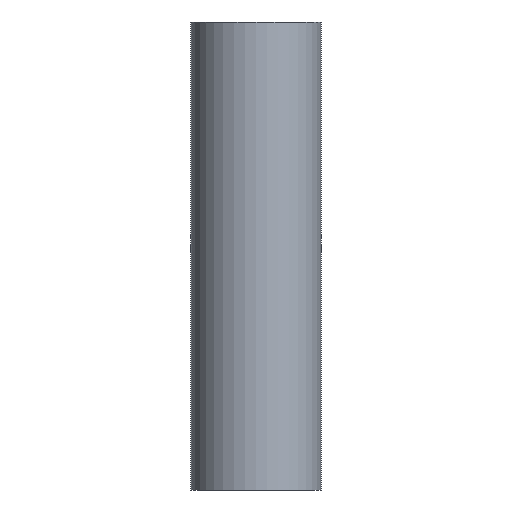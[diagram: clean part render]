
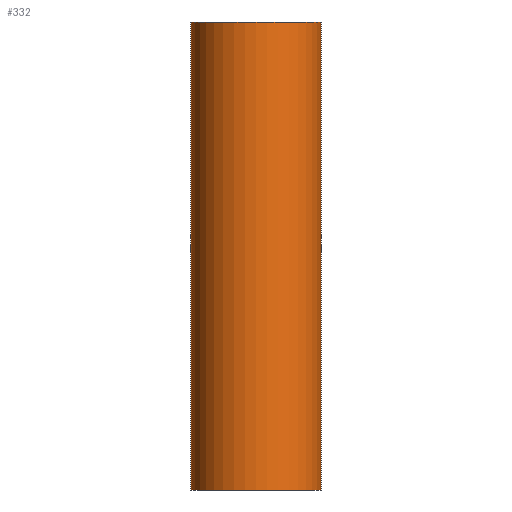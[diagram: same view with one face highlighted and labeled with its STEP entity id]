
A CAD part, front view. The second image highlights one B-rep face of the part: STEP entity #332.
In plain terms, the highlighted cylindrical face has radius 19.5 mm (diameter 39 mm), a partial arc.
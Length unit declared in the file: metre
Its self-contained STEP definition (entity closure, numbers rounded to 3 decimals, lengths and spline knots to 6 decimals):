
#3 = CYLINDRICAL_SURFACE ( 'NONE', #242, 0.0195 ) ;
#8 = VERTEX_POINT ( 'NONE', #327 ) ;
#20 = CIRCLE ( 'NONE', #293, 0.0195 ) ;
#24 = DIRECTION ( 'NONE',  ( 0., 0., -1. ) ) ;
#25 = FACE_OUTER_BOUND ( 'NONE', #125, .T. ) ;
#55 = VECTOR ( 'NONE', #162, 1. ) ;
#58 = DIRECTION ( 'NONE',  ( -1., 0., 0. ) ) ;
#60 = CARTESIAN_POINT ( 'NONE',  ( -0.0195, 0., 0.14 ) ) ;
#72 = ORIENTED_EDGE ( 'NONE', *, *, #237, .F. ) ;
#74 = CARTESIAN_POINT ( 'NONE',  ( 0.0195, 0., 0. ) ) ;
#78 = DIRECTION ( 'NONE',  ( 0., 0., 1. ) ) ;
#115 = DIRECTION ( 'NONE',  ( 1., 0., 0. ) ) ;
#117 = CARTESIAN_POINT ( 'NONE',  ( 0.0195, 0., 0.14 ) ) ;
#125 = EDGE_LOOP ( 'NONE', ( #72, #276, #288, #210 ) ) ;
#143 = EDGE_CURVE ( 'NONE', #350, #368, #20, .T. ) ;
#146 = LINE ( 'NONE', #195, #181 ) ;
#162 = DIRECTION ( 'NONE',  ( 0., 0., -1. ) ) ;
#165 = DIRECTION ( 'NONE',  ( 1., 0., 0. ) ) ;
#171 = DIRECTION ( 'NONE',  ( 0., 0., -1. ) ) ;
#181 = VECTOR ( 'NONE', #24, 1. ) ;
#191 = DIRECTION ( 'NONE',  ( 0., 0., 1. ) ) ;
#195 = CARTESIAN_POINT ( 'NONE',  ( 0.0195, 0., 0.14 ) ) ;
#210 = ORIENTED_EDGE ( 'NONE', *, *, #211, .T. ) ;
#211 = EDGE_CURVE ( 'NONE', #8, #308, #240, .T. ) ;
#237 = EDGE_CURVE ( 'NONE', #368, #308, #146, .T. ) ;
#240 = CIRCLE ( 'NONE', #307, 0.0195 ) ;
#242 = AXIS2_PLACEMENT_3D ( 'NONE', #344, #171, #58 ) ;
#253 = CARTESIAN_POINT ( 'NONE',  ( -0.0195, 0., 0.14 ) ) ;
#276 = ORIENTED_EDGE ( 'NONE', *, *, #143, .F. ) ;
#279 = CARTESIAN_POINT ( 'NONE',  ( 0., 0., 0.14 ) ) ;
#280 = CARTESIAN_POINT ( 'NONE',  ( 0., 0., 0. ) ) ;
#288 = ORIENTED_EDGE ( 'NONE', *, *, #310, .T. ) ;
#293 = AXIS2_PLACEMENT_3D ( 'NONE', #279, #78, #165 ) ;
#298 = LINE ( 'NONE', #253, #55 ) ;
#307 = AXIS2_PLACEMENT_3D ( 'NONE', #280, #191, #115 ) ;
#308 = VERTEX_POINT ( 'NONE', #74 ) ;
#310 = EDGE_CURVE ( 'NONE', #350, #8, #298, .T. ) ;
#327 = CARTESIAN_POINT ( 'NONE',  ( -0.0195, 0., 0. ) ) ;
#332 = ADVANCED_FACE ( 'NONE', ( #25 ), #3, .T. ) ;
#344 = CARTESIAN_POINT ( 'NONE',  ( 0., 0., 0.14 ) ) ;
#350 = VERTEX_POINT ( 'NONE', #60 ) ;
#368 = VERTEX_POINT ( 'NONE', #117 ) ;
